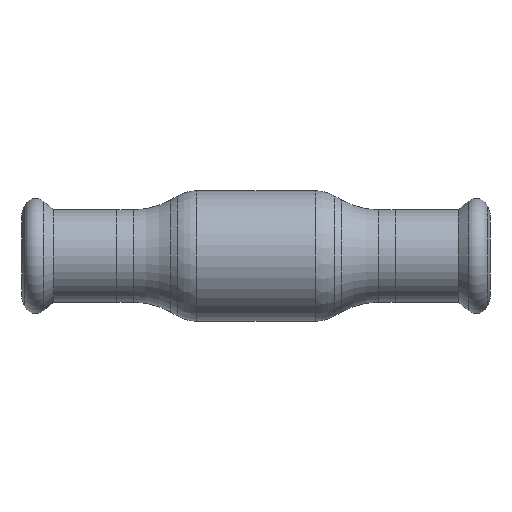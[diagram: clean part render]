
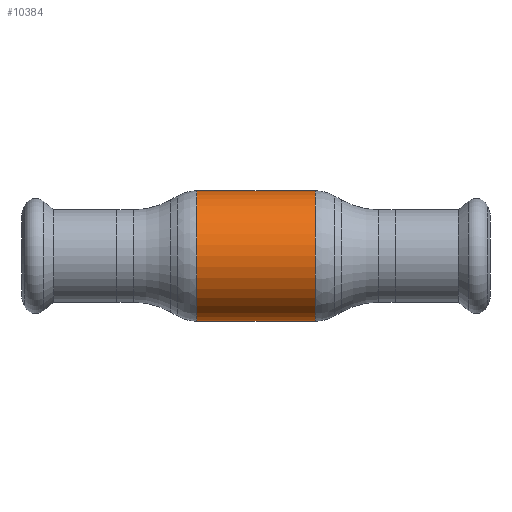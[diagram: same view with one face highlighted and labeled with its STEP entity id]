
A CAD part, front view. The second image highlights one B-rep face of the part: STEP entity #10384.
In plain terms, the highlighted cylindrical face has radius 15 mm (diameter 30 mm), a partial arc.
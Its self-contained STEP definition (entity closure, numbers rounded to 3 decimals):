
#1372 = DIRECTION ( 'NONE',  ( -1., 0., 0. ) ) ;
#2045 = VERTEX_POINT ( 'NONE', #22757 ) ;
#3551 = AXIS2_PLACEMENT_3D ( 'NONE', #27722, #1372, #45396 ) ;
#4175 = AXIS2_PLACEMENT_3D ( 'NONE', #54281, #28188, #50792 ) ;
#4563 = CARTESIAN_POINT ( 'NONE',  ( 13.588, 0., -15. ) ) ;
#8914 = CARTESIAN_POINT ( 'NONE',  ( -62.69, 0., 15. ) ) ;
#9698 = CIRCLE ( 'NONE', #4175, 15. ) ;
#10384 = ADVANCED_FACE ( 'NONE', ( #27436 ), #54693, .T. ) ;
#14134 = ORIENTED_EDGE ( 'NONE', *, *, #38722, .T. ) ;
#16280 = DIRECTION ( 'NONE',  ( -1., 0., 0. ) ) ;
#17553 = ORIENTED_EDGE ( 'NONE', *, *, #40721, .F. ) ;
#21734 = VECTOR ( 'NONE', #16280, 1000. ) ;
#22757 = CARTESIAN_POINT ( 'NONE',  ( -13.588, 0., -15. ) ) ;
#23987 = DIRECTION ( 'NONE',  ( 0., 0., 1. ) ) ;
#25612 = VERTEX_POINT ( 'NONE', #53074 ) ;
#25740 = LINE ( 'NONE', #8914, #37871 ) ;
#27436 = FACE_OUTER_BOUND ( 'NONE', #30796, .T. ) ;
#27644 = EDGE_CURVE ( 'NONE', #51854, #2045, #34534, .T. ) ;
#27722 = CARTESIAN_POINT ( 'NONE',  ( -62.69, 0., 0. ) ) ;
#28188 = DIRECTION ( 'NONE',  ( -1., 0., 0. ) ) ;
#30796 = EDGE_LOOP ( 'NONE', ( #45597, #14134, #35934, #17553 ) ) ;
#31746 = CIRCLE ( 'NONE', #55854, 15. ) ;
#34534 = LINE ( 'NONE', #39439, #21734 ) ;
#35934 = ORIENTED_EDGE ( 'NONE', *, *, #55052, .T. ) ;
#37871 = VECTOR ( 'NONE', #43988, 1000. ) ;
#38722 = EDGE_CURVE ( 'NONE', #51854, #53501, #31746, .T. ) ;
#39439 = CARTESIAN_POINT ( 'NONE',  ( -62.69, 0., -15. ) ) ;
#40721 = EDGE_CURVE ( 'NONE', #2045, #25612, #9698, .T. ) ;
#43988 = DIRECTION ( 'NONE',  ( -1., 0., 0. ) ) ;
#45396 = DIRECTION ( 'NONE',  ( 0., 0., 1. ) ) ;
#45597 = ORIENTED_EDGE ( 'NONE', *, *, #27644, .F. ) ;
#46010 = DIRECTION ( 'NONE',  ( -1., 0., 0. ) ) ;
#49528 = CARTESIAN_POINT ( 'NONE',  ( 13.588, 0., 15. ) ) ;
#50792 = DIRECTION ( 'NONE',  ( 0., 0., 1. ) ) ;
#51854 = VERTEX_POINT ( 'NONE', #4563 ) ;
#53074 = CARTESIAN_POINT ( 'NONE',  ( -13.588, 0., 15. ) ) ;
#53501 = VERTEX_POINT ( 'NONE', #49528 ) ;
#54281 = CARTESIAN_POINT ( 'NONE',  ( -13.588, 0., 0. ) ) ;
#54439 = CARTESIAN_POINT ( 'NONE',  ( 13.588, 0., 0. ) ) ;
#54693 = CYLINDRICAL_SURFACE ( 'NONE', #3551, 15. ) ;
#55052 = EDGE_CURVE ( 'NONE', #53501, #25612, #25740, .T. ) ;
#55854 = AXIS2_PLACEMENT_3D ( 'NONE', #54439, #46010, #23987 ) ;
